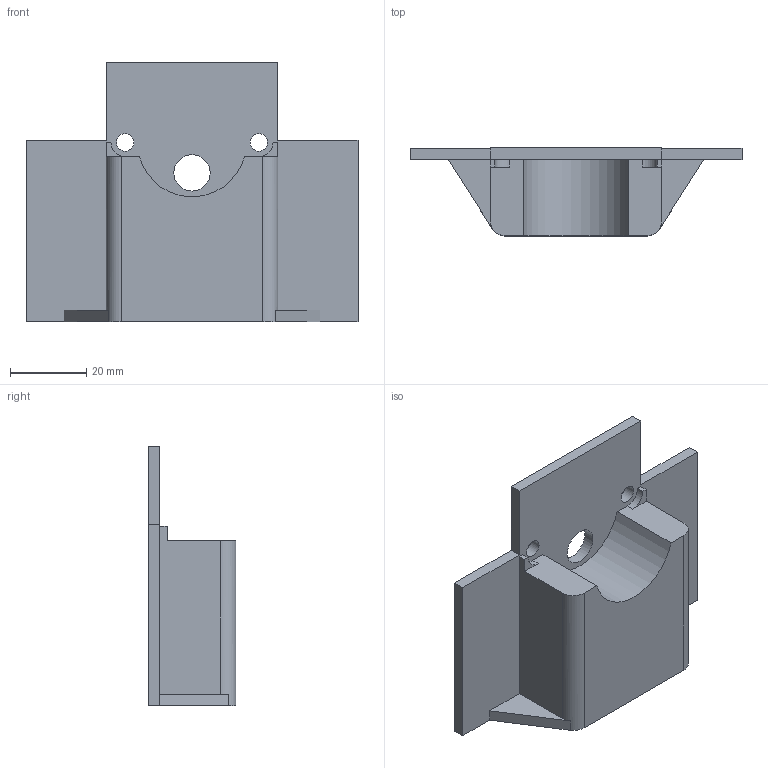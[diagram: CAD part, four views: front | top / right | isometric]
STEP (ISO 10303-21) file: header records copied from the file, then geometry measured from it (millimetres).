
FILE_DESCRIPTION(/* description */ (''),/* implementation_level */ '2;1');
FILE_NAME(/* name */ 'soporte motor v12.step',/* time_stamp */ '2024-11-08T10:09:18-03:00',/* author */ (''),/* organization */ (''),/* preprocessor_version */ 'ST-DEVELOPER v20',/* originating_system */ 'Autodesk Translation Framework v13.20.0.188',/* authorisation */ '');
FILE_SCHEMA (('AUTOMOTIVE_DESIGN { 1 0 10303 214 3 1 1 }'));
Length unit declared in the file: millimetre
Products named in the file (1): soporte motor
Bounding box: 87 x 23 x 68 mm (x, y, z)
Volume: 49812 mm3; surface area: 14925 mm2
Topology: 1 solids, 1 shells, 31 faces, 87 edges, 58 vertices
Faces by surface type: plane 23, cylinder 8
Full cylindrical faces by diameter (mm): 4.6 x2, 9.5 x1
Entity records: 1040 total; most frequent: CARTESIAN_POINT 177, ORIENTED_EDGE 174, DIRECTION 169, EDGE_CURVE 87, LINE 69, VECTOR 69, VERTEX_POINT 58, AXIS2_PLACEMENT_3D 50
